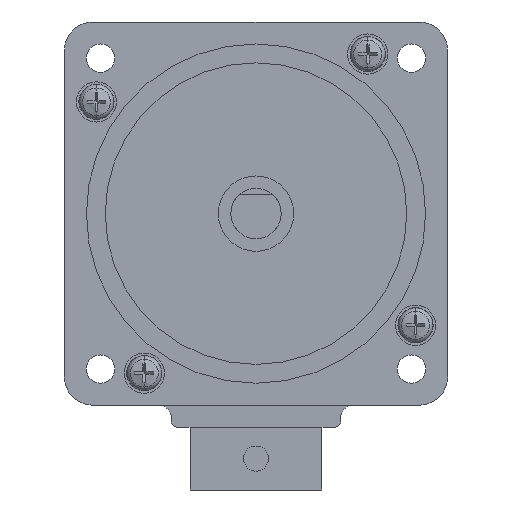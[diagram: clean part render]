
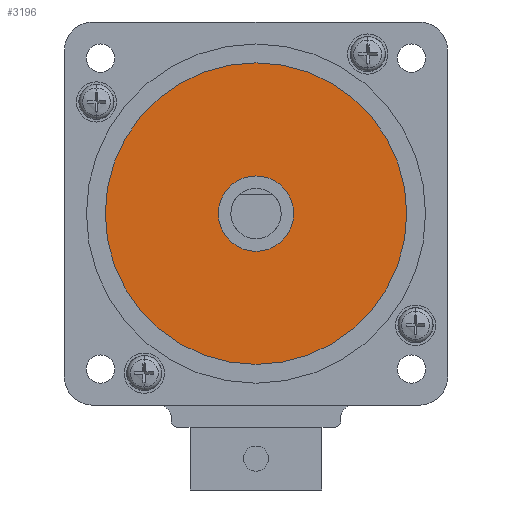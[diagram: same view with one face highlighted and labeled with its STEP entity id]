
A CAD part, left-side view. The second image highlights one B-rep face of the part: STEP entity #3196.
In plain terms, the highlighted planar face has unit normal (-1, 0, 0).
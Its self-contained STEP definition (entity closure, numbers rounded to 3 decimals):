
#3176=CARTESIAN_POINT('POINT2242',(0.,0.,
   24.));
#3177=VERTEX_POINT('VERTEX2242',#3176);
#3178=CARTESIAN_POINT('POINT2243',(0.,
   0.,-24.));
#3179=VERTEX_POINT('VERTEX2243',#3178);
#3180=CARTESIAN_POINT('POS3722',(0.,0.,0.));
#3181=DIRECTION('DIR5415',(1.,0.,0.));
#3182=DIRECTION('DIR5416',(0.,0.,1.));
#3183=AXIS2_PLACEMENT_3D('AXIS1694',#3180,#3181,#3182);
#3184=CIRCLE('ELLIPSE637',#3183,24.);
#3185=EDGE_CURVE('EDGE3561',#3177,#3179,#3184,.T.);
#3186=ORIENTED_EDGE('COEDGE7081',*,*,#3185,.F.);
#3187=EDGE_CURVE('EDGE3562',#3179,#3177,#3184,.T.);
#3188=ORIENTED_EDGE('COEDGE7082',*,*,#3187,.F.);
#3189=EDGE_LOOP('NONE',(#3186,#3188));
#3190=FACE_BOUND('LOOP1',#3189,.T.);
#3191=CARTESIAN_POINT('POS3723',(0.,0.,
   12.));
#3192=DIRECTION('DIR5417',(1.,0.,0.));
#3193=DIRECTION('DIR5418',(0.,1.,0.));
#3194=AXIS2_PLACEMENT_3D('AXIS1695',#3191,#3192,#3193);
#3195=PLANE('PLANE774',#3194);
#3196=ADVANCED_FACE('FACE1466',(#3190),#3195,.F.);
